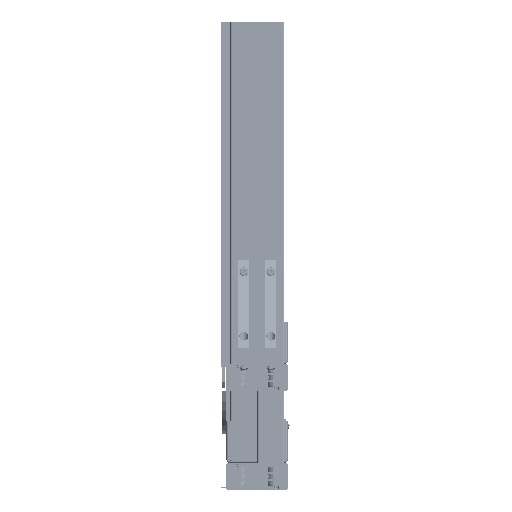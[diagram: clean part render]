
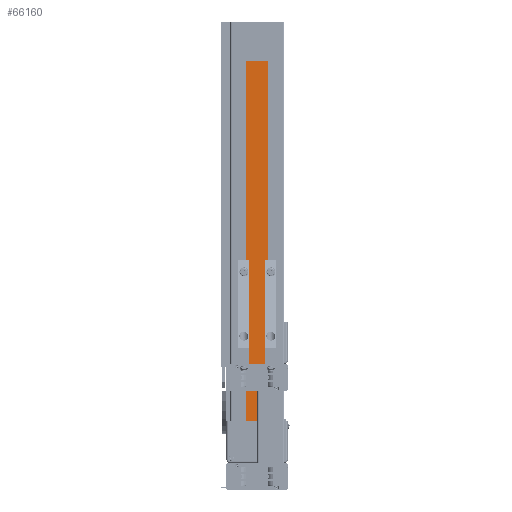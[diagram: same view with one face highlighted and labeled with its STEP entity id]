
A CAD part, left-side view. The second image highlights one B-rep face of the part: STEP entity #66160.
In plain terms, the highlighted planar face has unit normal (-1, 0, 0).
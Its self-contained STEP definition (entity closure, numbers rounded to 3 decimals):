
#7375=FACE_OUTER_BOUND('',#11068,.T.);
#11068=EDGE_LOOP('',(#46358,#46359,#46360,#46361));
#15819=LINE('',#101610,#21880);
#15918=LINE('',#101885,#21979);
#15919=LINE('',#101888,#21980);
#15920=LINE('',#101889,#21981);
#21880=VECTOR('',#81661,10.);
#21979=VECTOR('',#81910,10.);
#21980=VECTOR('',#81913,10.);
#21981=VECTOR('',#81914,10.);
#27928=VERTEX_POINT('',#101607);
#27929=VERTEX_POINT('',#101609);
#28030=VERTEX_POINT('',#101883);
#28031=VERTEX_POINT('',#101887);
#34871=EDGE_CURVE('',#27929,#27928,#15819,.T.);
#35009=EDGE_CURVE('',#27928,#28030,#15918,.T.);
#35010=EDGE_CURVE('',#28030,#28031,#15919,.T.);
#35011=EDGE_CURVE('',#27929,#28031,#15920,.T.);
#46358=ORIENTED_EDGE('',*,*,#35010,.T.);
#46359=ORIENTED_EDGE('',*,*,#35011,.F.);
#46360=ORIENTED_EDGE('',*,*,#34871,.T.);
#46361=ORIENTED_EDGE('',*,*,#35009,.T.);
#62215=PLANE('',#72374);
#66160=ADVANCED_FACE('',(#7375),#62215,.T.);
#72374=AXIS2_PLACEMENT_3D('',#101886,#81911,#81912);
#81661=DIRECTION('',(0.,-1.,0.));
#81910=DIRECTION('',(0.,0.,1.));
#81911=DIRECTION('center_axis',(-1.,0.,0.));
#81912=DIRECTION('ref_axis',(0.,0.,1.));
#81913=DIRECTION('',(0.,1.,0.));
#81914=DIRECTION('',(0.,0.,1.));
#101607=CARTESIAN_POINT('',(-22.5,-18.1,-300.));
#101609=CARTESIAN_POINT('',(-22.5,18.1,-300.));
#101610=CARTESIAN_POINT('',(-22.5,18.1,-300.));
#101883=CARTESIAN_POINT('',(-22.5,-18.1,300.));
#101885=CARTESIAN_POINT('',(-22.5,-18.1,0.));
#101886=CARTESIAN_POINT('Origin',(-22.5,-18.1,0.));
#101887=CARTESIAN_POINT('',(-22.5,18.1,300.));
#101888=CARTESIAN_POINT('',(-22.5,18.1,300.));
#101889=CARTESIAN_POINT('',(-22.5,18.1,0.));
